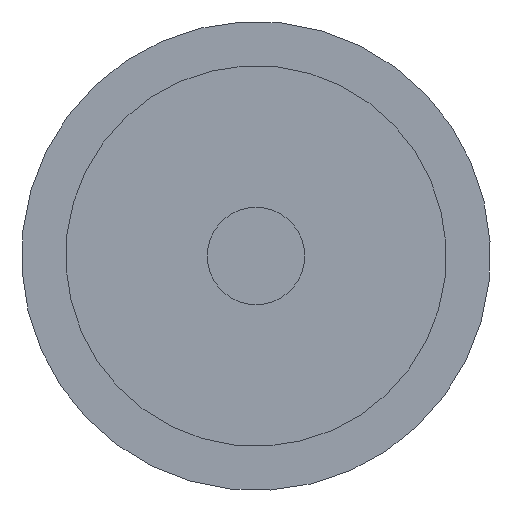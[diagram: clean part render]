
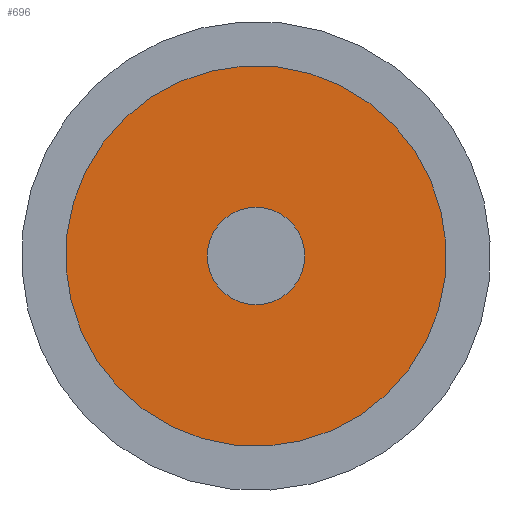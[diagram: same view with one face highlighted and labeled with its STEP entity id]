
A CAD part, front view. The second image highlights one B-rep face of the part: STEP entity #696.
In plain terms, the highlighted planar face has unit normal (0, -1, 0).
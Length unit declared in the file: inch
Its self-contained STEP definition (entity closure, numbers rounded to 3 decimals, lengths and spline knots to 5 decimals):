
#141 = AXIS2_PLACEMENT_3D ( 'NONE', #176, #177, #178 ) ;
#149 = CARTESIAN_POINT ( 'NONE',  ( -0.75236, -0.53873, 0.02076 ) ) ;
#150 = DIRECTION ( 'NONE',  ( 0., 1., 0. ) ) ;
#151 = DIRECTION ( 'NONE',  ( 0., 0., 1. ) ) ;
#172 = FACE_OUTER_BOUND ( 'NONE', #349, .T. ) ;
#173 = FACE_BOUND ( 'NONE', #346, .T. ) ;
#174 = PLANE ( 'NONE',  #141 ) ;
#176 = CARTESIAN_POINT ( 'NONE',  ( -0.75236, -0.53873, 0.02076 ) ) ;
#177 = DIRECTION ( 'NONE',  ( 0., 1., 0. ) ) ;
#178 = DIRECTION ( 'NONE',  ( 0., 0., 1. ) ) ;
#257 = EDGE_CURVE ( 'NONE', #313, #312, #741, .T. ) ;
#306 = ORIENTED_EDGE ( 'NONE', *, *, #617, .F. ) ;
#307 = ORIENTED_EDGE ( 'NONE', *, *, #679, .F. ) ;
#309 = VERTEX_POINT ( 'NONE', #501 ) ;
#311 = VERTEX_POINT ( 'NONE', #502 ) ;
#312 = VERTEX_POINT ( 'NONE', #503 ) ;
#313 = VERTEX_POINT ( 'NONE', #499 ) ;
#346 = EDGE_LOOP ( 'NONE', ( #570, #568 ) ) ;
#349 = EDGE_LOOP ( 'NONE', ( #307, #306 ) ) ;
#418 = CARTESIAN_POINT ( 'NONE',  ( -0.75236, -0.53873, 0.02076 ) ) ;
#419 = DIRECTION ( 'NONE',  ( 0., 1., 0. ) ) ;
#420 = DIRECTION ( 'NONE',  ( 0., 0., 1. ) ) ;
#499 = CARTESIAN_POINT ( 'NONE',  ( -0.73636, -0.53873, 0.02076 ) ) ;
#501 = CARTESIAN_POINT ( 'NONE',  ( -0.73769, -0.53873, -0.03999 ) ) ;
#502 = CARTESIAN_POINT ( 'NONE',  ( -0.76703, -0.53873, 0.08151 ) ) ;
#503 = CARTESIAN_POINT ( 'NONE',  ( -0.76836, -0.53873, 0.02076 ) ) ;
#513 = CARTESIAN_POINT ( 'NONE',  ( -0.75236, -0.53873, 0.02076 ) ) ;
#514 = DIRECTION ( 'NONE',  ( 0., 1., 0. ) ) ;
#515 = DIRECTION ( 'NONE',  ( 0., 0., 1. ) ) ;
#563 = CARTESIAN_POINT ( 'NONE',  ( -0.75236, -0.53873, 0.02076 ) ) ;
#564 = DIRECTION ( 'NONE',  ( 0., 1., 0. ) ) ;
#565 = DIRECTION ( 'NONE',  ( 0., 0., 1. ) ) ;
#568 = ORIENTED_EDGE ( 'NONE', *, *, #257, .T. ) ;
#570 = ORIENTED_EDGE ( 'NONE', *, *, #676, .T. ) ;
#617 = EDGE_CURVE ( 'NONE', #309, #311, #643, .T. ) ;
#643 = CIRCLE ( 'NONE', #647, 0.0625 ) ;
#647 = AXIS2_PLACEMENT_3D ( 'NONE', #513, #514, #515 ) ;
#676 = EDGE_CURVE ( 'NONE', #312, #313, #723, .T. ) ;
#679 = EDGE_CURVE ( 'NONE', #311, #309, #722, .T. ) ;
#696 = ADVANCED_FACE ( 'NONE', ( #172, #173 ), #174, .F. ) ;
#708 = AXIS2_PLACEMENT_3D ( 'NONE', #149, #150, #151 ) ;
#718 = AXIS2_PLACEMENT_3D ( 'NONE', #563, #564, #565 ) ;
#722 = CIRCLE ( 'NONE', #708, 0.0625 ) ;
#723 = CIRCLE ( 'NONE', #718, 0.016 ) ;
#740 = AXIS2_PLACEMENT_3D ( 'NONE', #418, #419, #420 ) ;
#741 = CIRCLE ( 'NONE', #740, 0.016 ) ;
